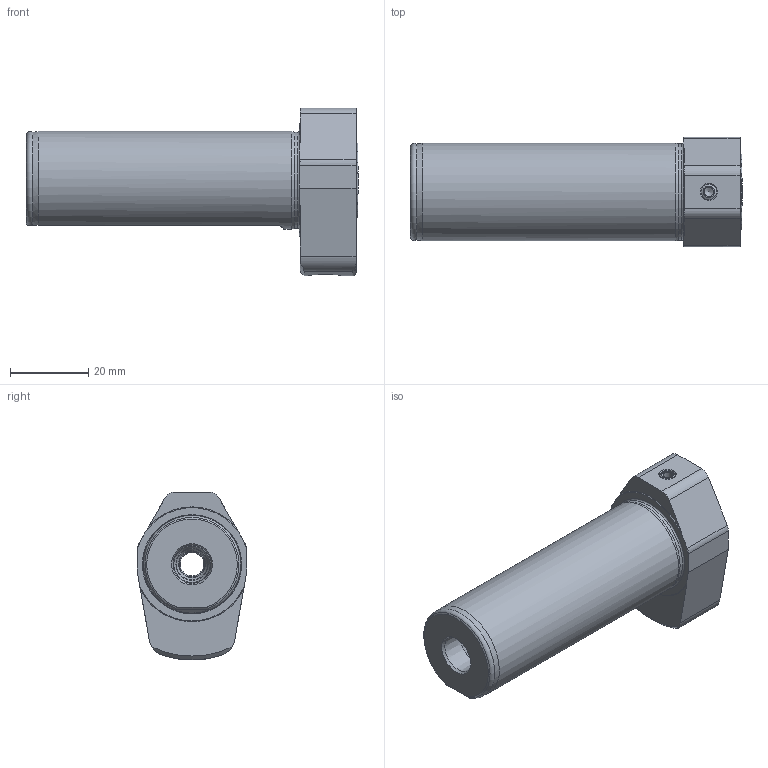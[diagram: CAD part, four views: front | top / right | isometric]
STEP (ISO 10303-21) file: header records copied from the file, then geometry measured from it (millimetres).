
FILE_DESCRIPTION((''),'2;1');
FILE_NAME('047002506070-3D.stp','2022-03-01T10:33:42',('nttooll'),(''),'Autodesk Inventor 2012','Autodesk Inventor 2012','');
FILE_SCHEMA(('AUTOMOTIVE_DESIGN { 1 0 10303 214 1 1 1 1 }'));
Length unit declared in the file: millimetre
Products named in the file (1): 047002506070-3D
Bounding box: 85 x 28 x 43 mm (x, y, z)
Volume: 44547.2 mm3; surface area: 11045 mm2
Topology: 1 solids, 1 shells, 65 faces, 152 edges, 95 vertices
Faces by surface type: cone 22, plane 20, cylinder 19, torus 4
Full cylindrical faces by diameter (mm): 2.309 x1, 4 x2, 4.619 x1, 6 x1, 6.4 x1, 6.9 x1, 8 x1, 8.2 x1, 9 x1, 24.6 x1, 25 x1
Entity records: 1812 total; most frequent: CARTESIAN_POINT 439, DIRECTION 287, ORIENTED_EDGE 240, AXIS2_PLACEMENT_3D 125, EDGE_CURVE 120, EDGE_LOOP 102, VERTEX_POINT 92, FACE_OUTER_BOUND 65
